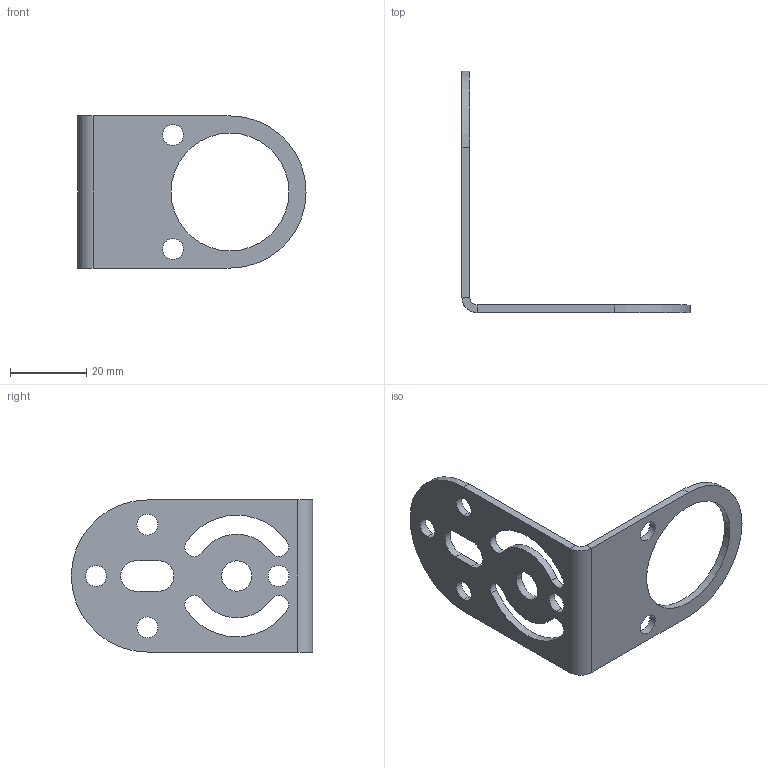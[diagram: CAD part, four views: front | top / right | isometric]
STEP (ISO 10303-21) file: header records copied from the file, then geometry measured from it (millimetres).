
FILE_DESCRIPTION((''),'2;1');
FILE_NAME('XS-C100','2019-04-22T10:43:50',('Administrator'),(''),'CREO PARAMETRIC BY PTC INC, 2019010','CREO PARAMETRIC BY PTC INC, 2019010','');
FILE_SCHEMA(('CONFIG_CONTROL_DESIGN'));
Length unit declared in the file: millimetre
Products named in the file (1): XS-C100
Bounding box: 60 x 63.5 x 40 mm (x, y, z)
Volume: 6234.7 mm3; surface area: 7606.5 mm2
Topology: 1 solids, 1 shells, 42 faces, 112 edges, 72 vertices
Faces by surface type: cylinder 30, plane 12
Entity records: 1414 total; most frequent: DIRECTION 256, CARTESIAN_POINT 226, ORIENTED_EDGE 224, EDGE_CURVE 112, AXIS2_PLACEMENT_3D 102, VERTEX_POINT 72, EDGE_LOOP 64, CIRCLE 60
